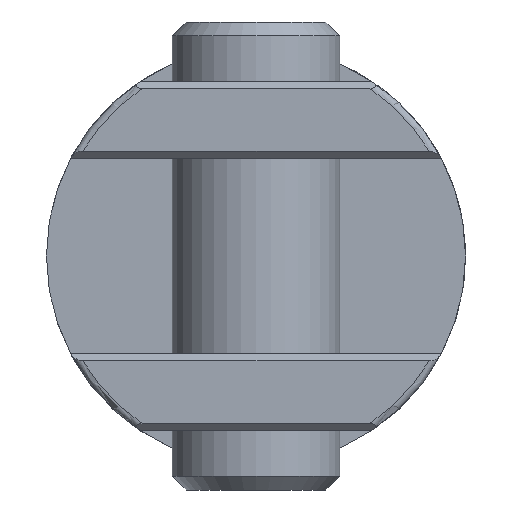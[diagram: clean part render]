
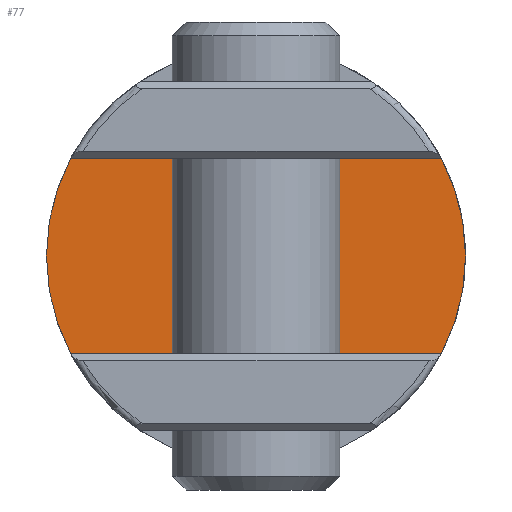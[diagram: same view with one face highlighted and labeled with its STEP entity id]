
A CAD part, left-side view. The second image highlights one B-rep face of the part: STEP entity #77.
In plain terms, the highlighted planar face has unit normal (-1, 0, 0).
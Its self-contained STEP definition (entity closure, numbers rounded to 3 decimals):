
#77 = ADVANCED_FACE( '', ( #112 ), #113, .T. );
#112 = FACE_OUTER_BOUND( '', #186, .T. );
#113 = PLANE( '', #187 );
#186 = EDGE_LOOP( '', ( #267, #268, #269, #270 ) );
#187 = AXIS2_PLACEMENT_3D( '', #271, #272, #273 );
#267 = ORIENTED_EDGE( '', *, *, #457, .T. );
#268 = ORIENTED_EDGE( '', *, *, #458, .F. );
#269 = ORIENTED_EDGE( '', *, *, #459, .T. );
#270 = ORIENTED_EDGE( '', *, *, #460, .F. );
#271 = CARTESIAN_POINT( '', ( -7.5, 15., -7. ) );
#272 = DIRECTION( '', ( -1., 0., 0. ) );
#273 = DIRECTION( '', ( 0., 0., 1. ) );
#457 = EDGE_CURVE( '', #517, #518, #519, .T. );
#458 = EDGE_CURVE( '', #520, #518, #521, .F. );
#459 = EDGE_CURVE( '', #520, #522, #523, .T. );
#460 = EDGE_CURVE( '', #517, #522, #524, .F. );
#517 = VERTEX_POINT( '', #611 );
#518 = VERTEX_POINT( '', #612 );
#519 = LINE( '', #613, #614 );
#520 = VERTEX_POINT( '', #615 );
#521 = CIRCLE( '', #616, 15. );
#522 = VERTEX_POINT( '', #617 );
#523 = LINE( '', #618, #619 );
#524 = CIRCLE( '', #620, 15. );
#611 = CARTESIAN_POINT( '', ( -7.5, -13.266, 7. ) );
#612 = CARTESIAN_POINT( '', ( -7.5, 13.266, 7. ) );
#613 = CARTESIAN_POINT( '', ( -7.5, -15., 7. ) );
#614 = VECTOR( '', #800, 1000. );
#615 = CARTESIAN_POINT( '', ( -7.5, 13.266, -7. ) );
#616 = AXIS2_PLACEMENT_3D( '', #801, #802, #803 );
#617 = CARTESIAN_POINT( '', ( -7.5, -13.266, -7. ) );
#618 = CARTESIAN_POINT( '', ( -7.5, 15., -7. ) );
#619 = VECTOR( '', #804, 1000. );
#620 = AXIS2_PLACEMENT_3D( '', #805, #806, #807 );
#800 = DIRECTION( '', ( 0., 1., 0. ) );
#801 = CARTESIAN_POINT( '', ( -7.5, 0., 0. ) );
#802 = DIRECTION( '', ( -1., 0., 0. ) );
#803 = DIRECTION( '', ( 0., 0., 1. ) );
#804 = DIRECTION( '', ( 0., -1., 0. ) );
#805 = CARTESIAN_POINT( '', ( -7.5, 0., 0. ) );
#806 = DIRECTION( '', ( -1., 0., 0. ) );
#807 = DIRECTION( '', ( 0., 0., 1. ) );
